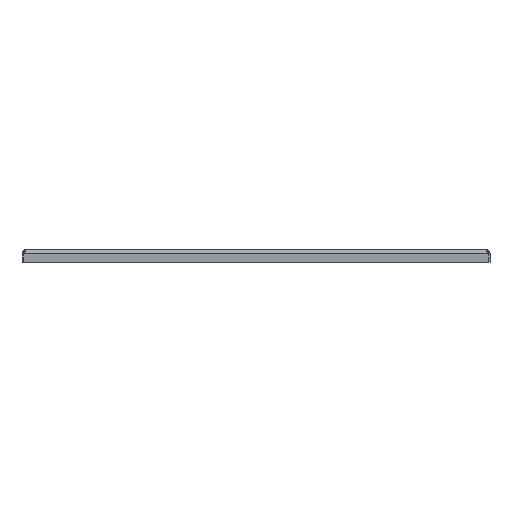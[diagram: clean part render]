
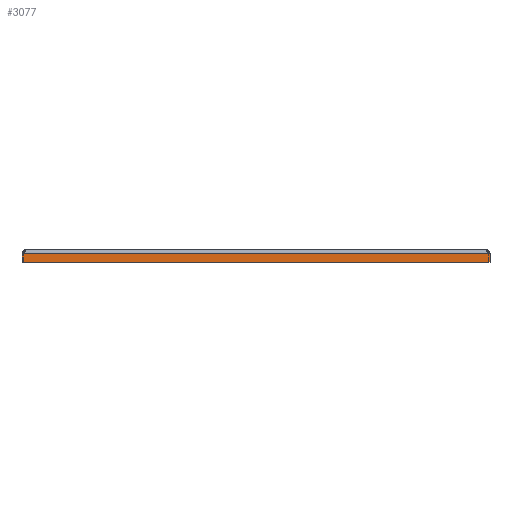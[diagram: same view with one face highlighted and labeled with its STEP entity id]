
A CAD part, front view. The second image highlights one B-rep face of the part: STEP entity #3077.
In plain terms, the highlighted planar face has unit normal (0, -1, 0).
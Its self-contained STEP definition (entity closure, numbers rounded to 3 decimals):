
#3057=AXIS2_PLACEMENT_3D('Plane Axis2P3D',#3054,#3055,#3056) ;
#1576=CARTESIAN_POINT('Vertex',(0.,0.,8.)) ;
#1579=CARTESIAN_POINT('Line Origine',(223.5,0.,8.)) ;
#1583=CARTESIAN_POINT('Vertex',(447.,0.,8.)) ;
#3035=CARTESIAN_POINT('Line Origine',(447.,0.,4.)) ;
#3039=CARTESIAN_POINT('Vertex',(447.,0.,0.)) ;
#3054=CARTESIAN_POINT('Axis2P3D Location',(223.5,0.,10.5)) ;
#3059=CARTESIAN_POINT('Line Origine',(0.,0.,4.)) ;
#3063=CARTESIAN_POINT('Vertex',(0.,0.,0.)) ;
#3066=CARTESIAN_POINT('Line Origine',(223.5,0.,0.)) ;
#1580=DIRECTION('Vector Direction',(1.,0.,0.)) ;
#3036=DIRECTION('Vector Direction',(0.,0.,-1.)) ;
#3055=DIRECTION('Axis2P3D Direction',(0.,-1.,0.)) ;
#3056=DIRECTION('Axis2P3D XDirection',(-1.,0.,0.)) ;
#3060=DIRECTION('Vector Direction',(0.,0.,-1.)) ;
#3067=DIRECTION('Vector Direction',(1.,0.,0.)) ;
#1581=VECTOR('Line Direction',#1580,1.) ;
#3037=VECTOR('Line Direction',#3036,1.) ;
#3061=VECTOR('Line Direction',#3060,1.) ;
#3068=VECTOR('Line Direction',#3067,1.) ;
#3072=ORIENTED_EDGE('',*,*,#3041,.F.) ;
#3073=ORIENTED_EDGE('',*,*,#1585,.F.) ;
#3074=ORIENTED_EDGE('',*,*,#3065,.T.) ;
#3075=ORIENTED_EDGE('',*,*,#3070,.T.) ;
#3077=ADVANCED_FACE('Koerper.2',(#3076),#3058,.T.) ;
#1585=EDGE_CURVE('',#1577,#1584,#1582,.T.) ;
#3041=EDGE_CURVE('',#1584,#3040,#3038,.T.) ;
#3065=EDGE_CURVE('',#1577,#3064,#3062,.T.) ;
#3070=EDGE_CURVE('',#3064,#3040,#3069,.T.) ;
#3071=EDGE_LOOP('',(#3072,#3073,#3074,#3075)) ;
#3076=FACE_OUTER_BOUND('',#3071,.T.) ;
#1582=LINE('Line',#1579,#1581) ;
#3038=LINE('Line',#3035,#3037) ;
#3062=LINE('Line',#3059,#3061) ;
#3069=LINE('Line',#3066,#3068) ;
#3058=PLANE('',#3057) ;
#1577=VERTEX_POINT('',#1576) ;
#1584=VERTEX_POINT('',#1583) ;
#3040=VERTEX_POINT('',#3039) ;
#3064=VERTEX_POINT('',#3063) ;
